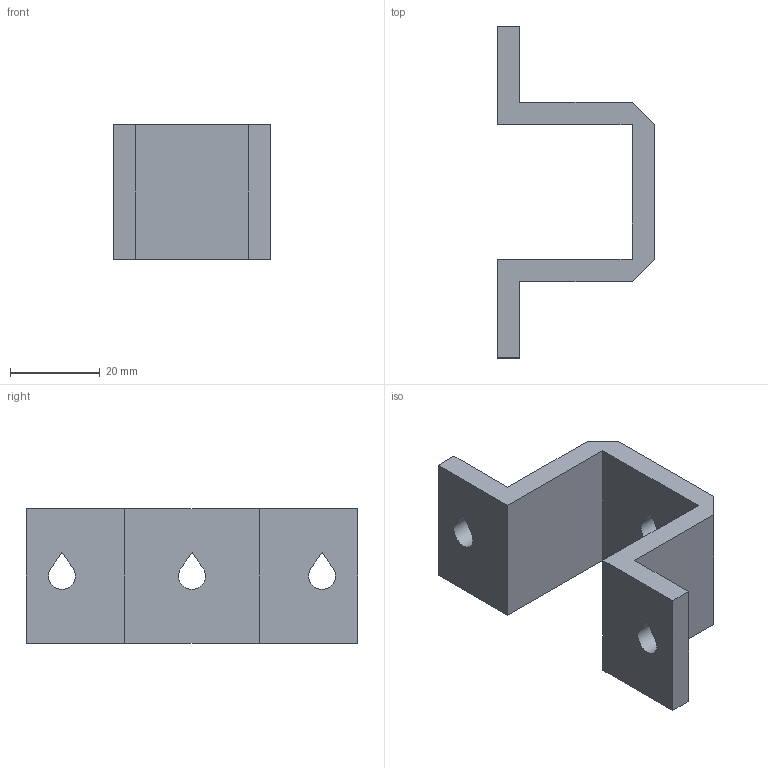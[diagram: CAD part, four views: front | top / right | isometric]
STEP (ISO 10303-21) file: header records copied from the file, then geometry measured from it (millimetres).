
FILE_DESCRIPTION(('FreeCAD Model'),'2;1');
FILE_NAME('MainBeamLowFix.step','2015-08-05T18:02:44',('Author'),('') ,'Open CASCADE STEP processor 6.8','FreeCAD','Unknown');
FILE_SCHEMA(('AUTOMOTIVE_DESIGN_CC2 { 1 2 10303 214 -1 1 5 4 }'));
Length unit declared in the file: millimetre
Products named in the file (2): ASSEMBLY; MainBeamLowFix
Assembly tree (1 placements, depth 2):
  ASSEMBLY
    MainBeamLowFix
Bounding box: 35 x 74 x 30 mm (x, y, z)
Volume: 18862.7 mm3; surface area: 9584.2 mm2
Topology: 1 solids, 1 shells, 25 faces, 71 edges, 48 vertices
Faces by surface type: plane 22, cylinder 3
Entity records: 1918 total; most frequent: CARTESIAN_POINT 465, DIRECTION 256, LINE 182, VECTOR 182, ORIENTED_EDGE 142, PCURVE 142, DEFINITIONAL_REPRESENTATION 142, EDGE_CURVE 71
